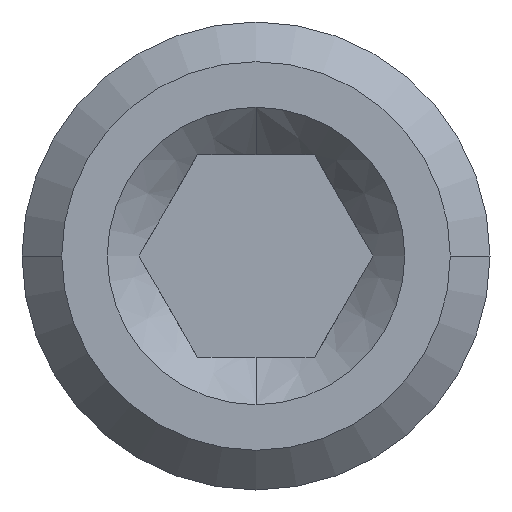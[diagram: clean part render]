
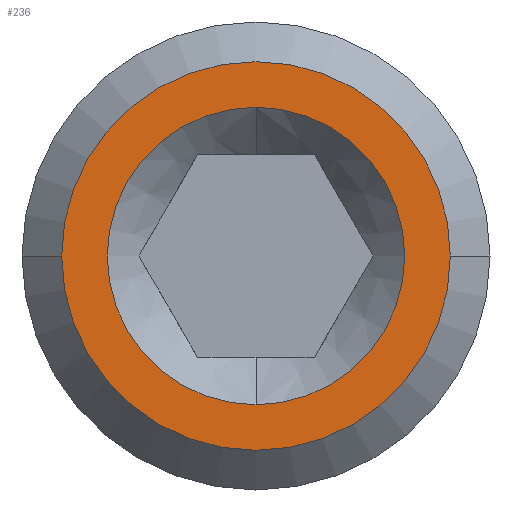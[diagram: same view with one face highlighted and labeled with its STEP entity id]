
A CAD part, left-side view. The second image highlights one B-rep face of the part: STEP entity #236.
In plain terms, the highlighted planar face has unit normal (-1, 0, 0).
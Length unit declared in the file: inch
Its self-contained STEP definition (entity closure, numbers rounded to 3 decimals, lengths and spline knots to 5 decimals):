
#35 = AXIS2_PLACEMENT_3D ( 'NONE', #535, #534, #616 ) ;
#83 = CIRCLE ( 'NONE', #35, 0.049 ) ;
#98 = AXIS2_PLACEMENT_3D ( 'NONE', #898, #948, #1013 ) ;
#126 = AXIS2_PLACEMENT_3D ( 'NONE', #882, #1097, #953 ) ;
#146 = CIRCLE ( 'NONE', #126, 0.0375 ) ;
#168 = EDGE_CURVE ( 'NONE', #353, #402, #806, .T. ) ;
#176 = EDGE_CURVE ( 'NONE', #397, #327, #83, .T. ) ;
#236 = ADVANCED_FACE ( 'NONE', ( #444, #501 ), #986, .T. ) ;
#264 = EDGE_CURVE ( 'NONE', #402, #353, #146, .T. ) ;
#276 = EDGE_CURVE ( 'NONE', #327, #397, #738, .T. ) ;
#327 = VERTEX_POINT ( 'NONE', #956 ) ;
#334 = ORIENTED_EDGE ( 'NONE', *, *, #176, .T. ) ;
#336 = ORIENTED_EDGE ( 'NONE', *, *, #264, .F. ) ;
#353 = VERTEX_POINT ( 'NONE', #859 ) ;
#358 = ORIENTED_EDGE ( 'NONE', *, *, #168, .F. ) ;
#376 = ORIENTED_EDGE ( 'NONE', *, *, #276, .T. ) ;
#397 = VERTEX_POINT ( 'NONE', #933 ) ;
#402 = VERTEX_POINT ( 'NONE', #856 ) ;
#419 = EDGE_LOOP ( 'NONE', ( #336, #358 ) ) ;
#421 = EDGE_LOOP ( 'NONE', ( #376, #334 ) ) ;
#444 = FACE_BOUND ( 'NONE', #419, .T. ) ;
#501 = FACE_OUTER_BOUND ( 'NONE', #421, .T. ) ;
#534 = DIRECTION ( 'NONE',  ( -1., 0., 0. ) ) ;
#535 = CARTESIAN_POINT ( 'NONE',  ( -0.35891, -0.60861, 0.39543 ) ) ;
#571 = DIRECTION ( 'NONE',  ( 0., 0., 1. ) ) ;
#591 = DIRECTION ( 'NONE',  ( -1., 0., 0. ) ) ;
#616 = DIRECTION ( 'NONE',  ( 0., -1., 0. ) ) ;
#689 = CARTESIAN_POINT ( 'NONE',  ( -0.35891, -0.60861, 0.39543 ) ) ;
#730 = AXIS2_PLACEMENT_3D ( 'NONE', #862, #1076, #860 ) ;
#738 = CIRCLE ( 'NONE', #730, 0.049 ) ;
#801 = AXIS2_PLACEMENT_3D ( 'NONE', #689, #591, #571 ) ;
#806 = CIRCLE ( 'NONE', #801, 0.0375 ) ;
#856 = CARTESIAN_POINT ( 'NONE',  ( -0.35891, -0.60861, 0.43293 ) ) ;
#859 = CARTESIAN_POINT ( 'NONE',  ( -0.35891, -0.60861, 0.35793 ) ) ;
#860 = DIRECTION ( 'NONE',  ( 0., -1., 0. ) ) ;
#862 = CARTESIAN_POINT ( 'NONE',  ( -0.35891, -0.60861, 0.39543 ) ) ;
#882 = CARTESIAN_POINT ( 'NONE',  ( -0.35891, -0.60861, 0.39543 ) ) ;
#898 = CARTESIAN_POINT ( 'NONE',  ( -0.35891, -1.23258, 0.39543 ) ) ;
#933 = CARTESIAN_POINT ( 'NONE',  ( -0.35891, -0.65761, 0.39543 ) ) ;
#948 = DIRECTION ( 'NONE',  ( -1., 0., 0. ) ) ;
#953 = DIRECTION ( 'NONE',  ( 0., 0., 1. ) ) ;
#956 = CARTESIAN_POINT ( 'NONE',  ( -0.35891, -0.55961, 0.39543 ) ) ;
#986 = PLANE ( 'NONE',  #98 ) ;
#1013 = DIRECTION ( 'NONE',  ( 0., -1., 0. ) ) ;
#1076 = DIRECTION ( 'NONE',  ( -1., 0., 0. ) ) ;
#1097 = DIRECTION ( 'NONE',  ( -1., 0., 0. ) ) ;
